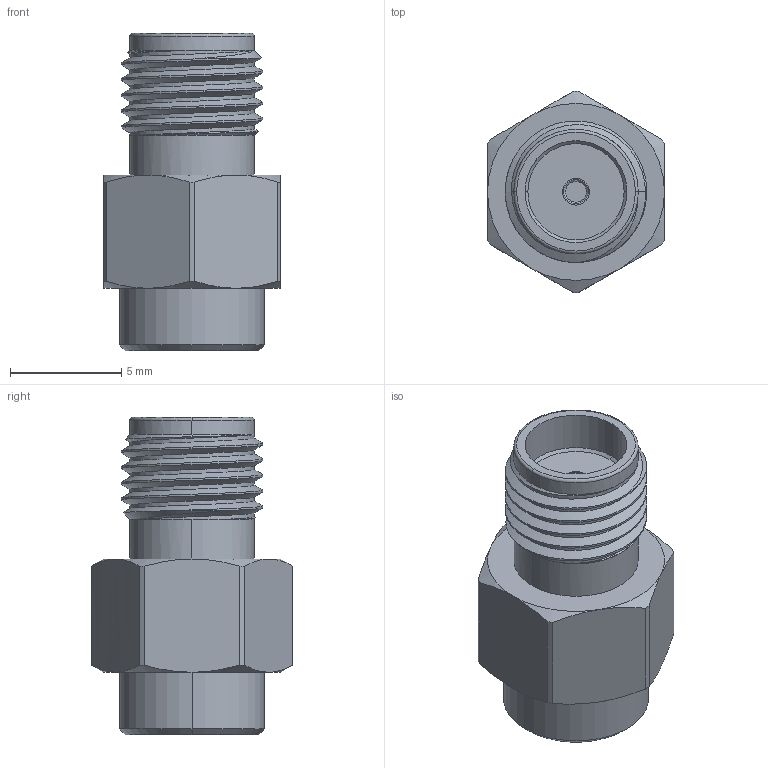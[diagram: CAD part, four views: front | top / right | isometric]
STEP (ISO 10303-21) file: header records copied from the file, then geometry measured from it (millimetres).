
FILE_DESCRIPTION (( 'STEP AP214' ), '1' );
FILE_NAME ('ST1825F_3D.step', '2025-04-29T15:13:56', ( '' ), ( '' ), 'SwSTEP 2.0', 'SolidWorks 2022', '' );
FILE_SCHEMA (( 'AUTOMOTIVE_DESIGN' ));
Length unit declared in the file: inch
Products named in the file (1): ST1825F_3D
Bounding box: 7.94 x 9.03 x 14.22 mm (x, y, z)
Volume: 500.6 mm3; surface area: 491.5 mm2
Topology: 1 solids, 1 shells, 78 faces, 190 edges, 118 vertices
Faces by surface type: cylinder 28, cone 25, plane 20, bspline 3, torus 2
Entity records: 4231 total; most frequent: CARTESIAN_POINT 2469, ORIENTED_EDGE 380, DIRECTION 342, EDGE_CURVE 190, AXIS2_PLACEMENT_3D 142, VERTEX_POINT 118, EDGE_LOOP 82, FACE_OUTER_BOUND 78
